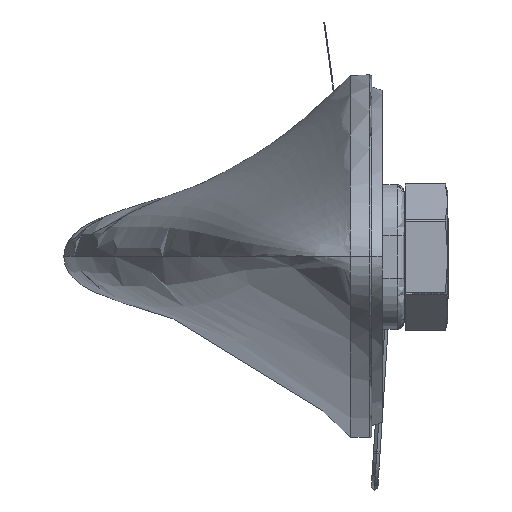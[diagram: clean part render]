
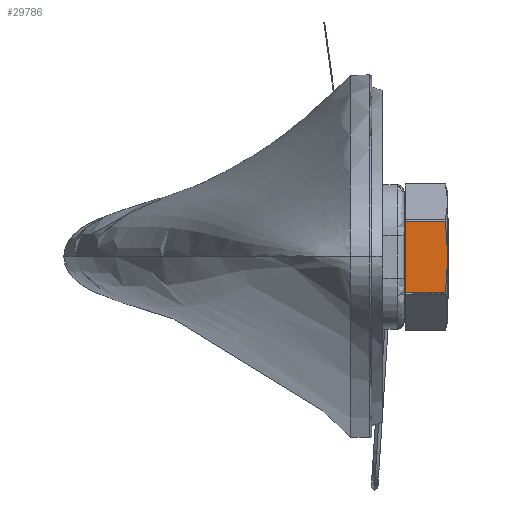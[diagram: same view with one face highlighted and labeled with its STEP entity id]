
A CAD part, left-side view. The second image highlights one B-rep face of the part: STEP entity #29786.
In plain terms, the highlighted planar face has unit normal (-1, 0, 0).
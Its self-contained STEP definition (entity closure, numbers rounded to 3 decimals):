
#1824 = CARTESIAN_POINT ( 'NONE',  ( 57.372, 218.035, 373.65 ) ) ;
#1993 = CARTESIAN_POINT ( 'NONE',  ( 57.371, 218.032, 374.35 ) ) ;
#2182 = CARTESIAN_POINT ( 'NONE',  ( 57.371, 227.282, 382.722 ) ) ;
#2332 = CARTESIAN_POINT ( 'NONE',  ( 57.371, 218.174, 370.331 ) ) ;
#2393 = CARTESIAN_POINT ( 'NONE',  ( 57.372, 218.332, 380.261 ) ) ;
#2716 = CARTESIAN_POINT ( 'NONE',  ( 57.371, 218.161, 378.194 ) ) ;
#2866 = CARTESIAN_POINT ( 'NONE',  ( 57.371, 218.032, 375.051 ) ) ;
#3763 = ORIENTED_EDGE ( 'NONE', *, *, #21206, .F. ) ;
#4428 = CARTESIAN_POINT ( 'NONE',  ( 57.371, 228.032, 381.639 ) ) ;
#5887 = CARTESIAN_POINT ( 'NONE',  ( 57.372, 218.129, 371.031 ) ) ;
#5916 = AXIS2_PLACEMENT_3D ( 'NONE', #43424, #36148, #39697 ) ;
#6285 = CARTESIAN_POINT ( 'NONE',  ( 57.372, 218.299, 379.916 ) ) ;
#6711 = LINE ( 'NONE', #46321, #44443 ) ;
#6955 = CARTESIAN_POINT ( 'NONE',  ( 57.372, 218.139, 377.844 ) ) ;
#7435 = EDGE_LOOP ( 'NONE', ( #50159, #3763, #28141, #35448, #31887 ) ) ;
#7463 = EDGE_CURVE ( 'NONE', #48011, #25003, #9859, .T. ) ;
#7856 = DIRECTION ( 'NONE',  ( 0., 1., 0. ) ) ;
#8999 = CARTESIAN_POINT ( 'NONE',  ( 57.371, 228.032, 382.722 ) ) ;
#9797 = CARTESIAN_POINT ( 'NONE',  ( 57.371, 218.065, 372.424 ) ) ;
#9859 = LINE ( 'NONE', #4428, #13499 ) ;
#10685 = CARTESIAN_POINT ( 'NONE',  ( 57.371, 218.192, 378.631 ) ) ;
#11583 = PLANE ( 'NONE',  #5916 ) ;
#13499 = VECTOR ( 'NONE', #47007, 1000. ) ;
#13526 = CARTESIAN_POINT ( 'NONE',  ( 57.371, 218.049, 372.951 ) ) ;
#13864 = CARTESIAN_POINT ( 'NONE',  ( 57.371, 218.18, 370.243 ) ) ;
#17438 = CARTESIAN_POINT ( 'NONE',  ( 57.371, 218.285, 368.787 ) ) ;
#17605 = CARTESIAN_POINT ( 'NONE',  ( 57.371, 218.084, 371.901 ) ) ;
#18634 = CARTESIAN_POINT ( 'NONE',  ( 57.371, 228.032, 365.979 ) ) ;
#21206 = EDGE_CURVE ( 'NONE', #45890, #23396, #43643, .T. ) ;
#21807 = EDGE_CURVE ( 'NONE', #23396, #41664, #47578, .T. ) ;
#22082 = CARTESIAN_POINT ( 'NONE',  ( 57.371, 218.189, 378.589 ) ) ;
#22251 = CARTESIAN_POINT ( 'NONE',  ( 57.371, 218.078, 376.626 ) ) ;
#23396 = VERTEX_POINT ( 'NONE', #38118 ) ;
#24991 = FACE_OUTER_BOUND ( 'NONE', #7435, .T. ) ;
#24997 = LINE ( 'NONE', #2182, #30503 ) ;
#25003 = VERTEX_POINT ( 'NONE', #8999 ) ;
#25663 = CARTESIAN_POINT ( 'NONE',  ( 57.371, 218.139, 370.856 ) ) ;
#25719 = CARTESIAN_POINT ( 'NONE',  ( 57.371, 218.522, 382.004 ) ) ;
#26057 = CARTESIAN_POINT ( 'NONE',  ( 57.371, 218.199, 378.716 ) ) ;
#26221 = CARTESIAN_POINT ( 'NONE',  ( 57.371, 218.045, 375.747 ) ) ;
#28141 = ORIENTED_EDGE ( 'NONE', *, *, #50555, .F. ) ;
#29062 = CARTESIAN_POINT ( 'NONE',  ( 57.372, 218.045, 373.126 ) ) ;
#29236 = CARTESIAN_POINT ( 'NONE',  ( 57.371, 218.032, 374. ) ) ;
#29688 = EDGE_CURVE ( 'NONE', #41664, #48011, #6711, .T. ) ;
#29786 = ADVANCED_FACE ( 'NONE', ( #24991 ), #11583, .F. ) ;
#30156 = CARTESIAN_POINT ( 'NONE',  ( 57.371, 218.032, 374.35 ) ) ;
#30320 = CARTESIAN_POINT ( 'NONE',  ( 57.371, 218.208, 378.845 ) ) ;
#30503 = VECTOR ( 'NONE', #42137, 1000. ) ;
#31887 = ORIENTED_EDGE ( 'NONE', *, *, #29688, .F. ) ;
#33545 = CARTESIAN_POINT ( 'NONE',  ( 57.371, 218.101, 377.147 ) ) ;
#34218 = CARTESIAN_POINT ( 'NONE',  ( 57.371, 218.11, 377.321 ) ) ;
#35448 = ORIENTED_EDGE ( 'NONE', *, *, #7463, .F. ) ;
#36148 = DIRECTION ( 'NONE',  ( 1., 0., 0. ) ) ;
#37094 = CARTESIAN_POINT ( 'NONE',  ( 57.371, 218.165, 370.462 ) ) ;
#37266 = CARTESIAN_POINT ( 'NONE',  ( 57.371, 218.156, 370.594 ) ) ;
#38118 = CARTESIAN_POINT ( 'NONE',  ( 57.371, 218.032, 374.35 ) ) ;
#39697 = DIRECTION ( 'NONE',  ( 0., 1., 0. ) ) ;
#40788 = CARTESIAN_POINT ( 'NONE',  ( 57.371, 218.183, 370.197 ) ) ;
#41664 = VERTEX_POINT ( 'NONE', #47366 ) ;
#41688 = CARTESIAN_POINT ( 'NONE',  ( 57.372, 218.232, 379.144 ) ) ;
#41800 = CARTESIAN_POINT ( 'NONE',  ( 57.371, 218.428, 367.415 ) ) ;
#42137 = DIRECTION ( 'NONE',  ( 0., -1., 0. ) ) ;
#43424 = CARTESIAN_POINT ( 'NONE',  ( 57.371, 227.282, 381.639 ) ) ;
#43643 = B_SPLINE_CURVE_WITH_KNOTS ( 'NONE', 3,
 ( #45075, #25719, #45746, #2393, #6285, #45415, #41688, #30320, #26057, #10685, #22082, #2716, #6955, #34218, #33545, #49539, #22251, #26221, #2866, #30156 ),
 .UNSPECIFIED., .F., .F.,
 ( 4, 2, 2, 1, 1, 2, 2, 2, 2, 2, 4 ),
 ( 0., 0.25, 0.375, 0.437, 0.469, 0.484, 0.5, 0.625, 0.687, 0.75, 1. ),
 .UNSPECIFIED. ) ;
#44443 = VECTOR ( 'NONE', #7856, 1000. ) ;
#45075 = CARTESIAN_POINT ( 'NONE',  ( 57.371, 218.616, 382.722 ) ) ;
#45415 = CARTESIAN_POINT ( 'NONE',  ( 57.372, 218.253, 379.401 ) ) ;
#45746 = CARTESIAN_POINT ( 'NONE',  ( 57.372, 218.439, 381.301 ) ) ;
#45876 = CARTESIAN_POINT ( 'NONE',  ( 57.371, 218.616, 382.722 ) ) ;
#45890 = VERTEX_POINT ( 'NONE', #45876 ) ;
#46321 = CARTESIAN_POINT ( 'NONE',  ( 57.371, 227.282, 365.979 ) ) ;
#47007 = DIRECTION ( 'NONE',  ( 0., 0., 1. ) ) ;
#47366 = CARTESIAN_POINT ( 'NONE',  ( 57.371, 218.616, 365.979 ) ) ;
#47578 = B_SPLINE_CURVE_WITH_KNOTS ( 'NONE', 3,
 ( #1993, #29236, #1824, #29062, #13526, #48992, #9797, #17605, #48815, #5887, #25663, #37266, #37094, #2332, #13864, #40788, #17438, #41800, #49651 ),
 .UNSPECIFIED., .F., .F.,
 ( 4, 2, 2, 2, 2, 2, 1, 2, 2, 4 ),
 ( 0., 0.125, 0.187, 0.25, 0.375, 0.437, 0.469, 0.484, 0.5, 1. ),
 .UNSPECIFIED. ) ;
#48011 = VERTEX_POINT ( 'NONE', #18634 ) ;
#48815 = CARTESIAN_POINT ( 'NONE',  ( 57.371, 218.1, 371.554 ) ) ;
#48992 = CARTESIAN_POINT ( 'NONE',  ( 57.371, 218.059, 372.601 ) ) ;
#49539 = CARTESIAN_POINT ( 'NONE',  ( 57.371, 218.085, 376.799 ) ) ;
#49651 = CARTESIAN_POINT ( 'NONE',  ( 57.371, 218.616, 365.979 ) ) ;
#50159 = ORIENTED_EDGE ( 'NONE', *, *, #21807, .F. ) ;
#50555 = EDGE_CURVE ( 'NONE', #25003, #45890, #24997, .T. ) ;
